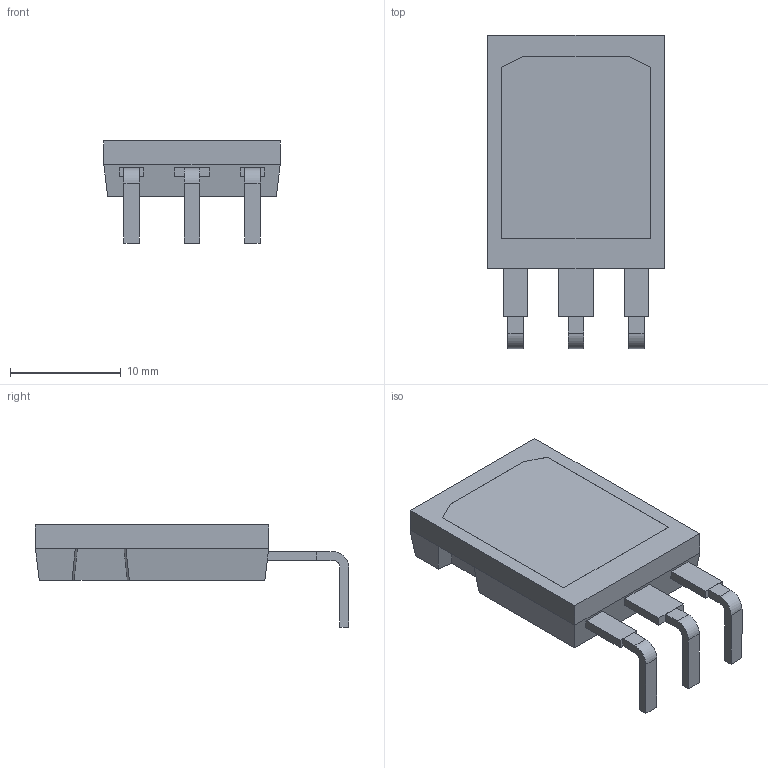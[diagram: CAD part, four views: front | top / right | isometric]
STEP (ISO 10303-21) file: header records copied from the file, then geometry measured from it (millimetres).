
FILE_DESCRIPTION((''),'2;1');
FILE_NAME('IXYS_PLUS247_FLIP.stp','2014-03-27T12:59:40',(''),(''),'Mechanical Desktop 2011','Mechanical Desktop 2011',', , ');
FILE_SCHEMA(('AUTOMOTIVE_DESIGN { 1 2 10303 214 1 1 1 1 }'));
Length unit declared in the file: millimetre
Products named in the file (1): Product
Bounding box: 15.94 x 28.3 x 9.23 mm (x, y, z)
Volume: 1663.6 mm3; surface area: 2335 mm2
Topology: 9 solids, 9 shells, 83 faces, 192 edges, 128 vertices
Faces by surface type: plane 77, cylinder 6
Entity records: 2362 total; most frequent: CARTESIAN_POINT 404, ORIENTED_EDGE 384, DIRECTION 372, EDGE_CURVE 192, VECTOR 180, LINE 180, VERTEX_POINT 128, AXIS2_PLACEMENT_3D 96
